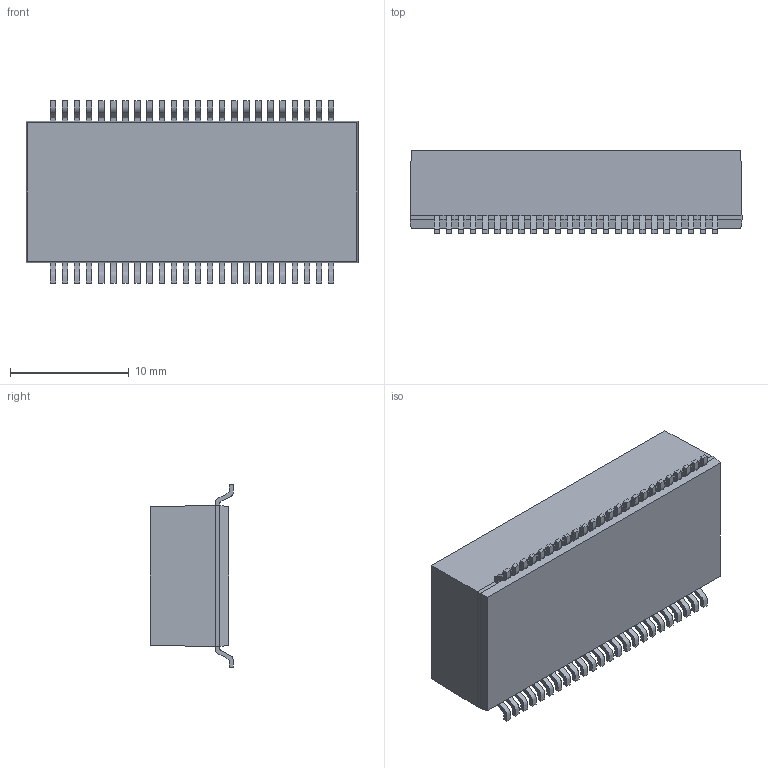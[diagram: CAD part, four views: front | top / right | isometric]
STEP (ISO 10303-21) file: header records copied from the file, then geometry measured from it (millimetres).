
FILE_DESCRIPTION (( 'STEP AP203' ), '1' );
FILE_NAME ('TM6080ANL.STEP', '2023-03-07T02:50:54', ( '' ), ( '' ), 'SwSTEP 2.0', 'SolidWorks 2022', '' );
FILE_SCHEMA (( 'CONFIG_CONTROL_DESIGN' ));
Length unit declared in the file: millimetre
Products named in the file (1): TM6080ANL
Bounding box: 28 x 7 x 15.4 mm (x, y, z)
Volume: 2194.7 mm3; surface area: 1362 mm2
Topology: 1 solids, 1 shells, 342 faces, 970 edges, 668 vertices
Faces by surface type: plane 244, bspline 96, cylinder 2
Entity records: 17719 total; most frequent: CARTESIAN_POINT 9873, ORIENTED_EDGE 1940, DIRECTION 1012, EDGE_CURVE 970, VERTEX_POINT 668, LINE 510, VECTOR 510, B_SPLINE_CURVE_WITH_KNOTS 456
